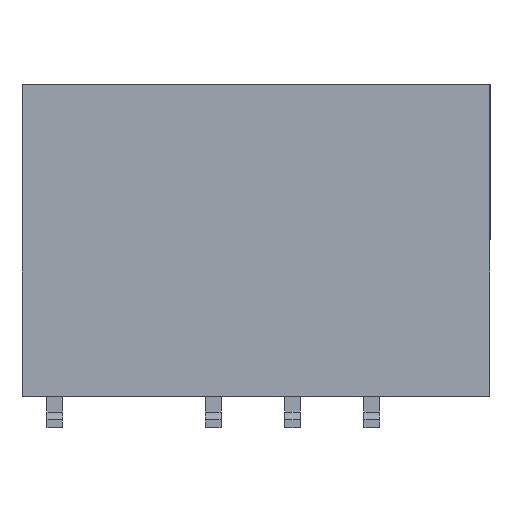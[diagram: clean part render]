
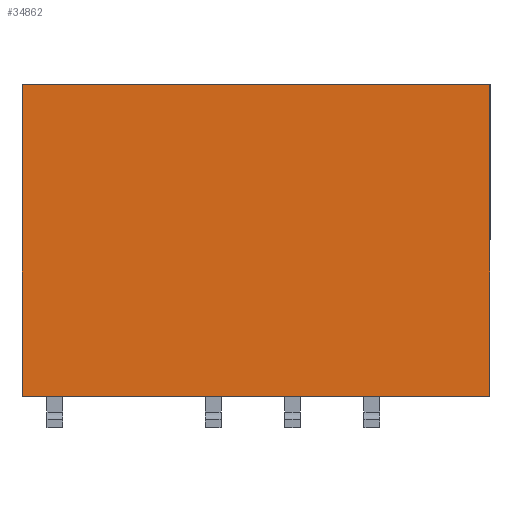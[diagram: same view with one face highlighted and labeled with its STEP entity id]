
A CAD part, front view. The second image highlights one B-rep face of the part: STEP entity #34862.
In plain terms, the highlighted face is planar.
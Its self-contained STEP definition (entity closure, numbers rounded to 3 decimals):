
#633 = ORIENTED_EDGE ( 'NONE', *, *, #11117, .T. ) ;
#2466 = EDGE_CURVE ( 'NONE', #36441, #34806, #23564, .T. ) ;
#3488 = CARTESIAN_POINT ( 'NONE',  ( -7.5, 3.75, 0. ) ) ;
#5304 = ORIENTED_EDGE ( 'NONE', *, *, #34693, .F. ) ;
#5551 = FACE_OUTER_BOUND ( 'NONE', #15606, .T. ) ;
#6181 = VECTOR ( 'NONE', #11491, 1000. ) ;
#9884 = VECTOR ( 'NONE', #24460, 1000. ) ;
#10825 = CARTESIAN_POINT ( 'NONE',  ( -7.5, 3.75, 10. ) ) ;
#11117 = EDGE_CURVE ( 'NONE', #34806, #26744, #31565, .T. ) ;
#11491 = DIRECTION ( 'NONE',  ( -1., 0., 0. ) ) ;
#14666 = DIRECTION ( 'NONE',  ( 0., 0., 1. ) ) ;
#15606 = EDGE_LOOP ( 'NONE', ( #633, #5304, #31208, #44484 ) ) ;
#15773 = VECTOR ( 'NONE', #32972, 1000. ) ;
#16422 = CARTESIAN_POINT ( 'NONE',  ( 7.5, 3.75, 10. ) ) ;
#17782 = VECTOR ( 'NONE', #14666, 1000. ) ;
#19116 = PLANE ( 'NONE',  #27785 ) ;
#19810 = EDGE_CURVE ( 'NONE', #27985, #36441, #33195, .T. ) ;
#20747 = CARTESIAN_POINT ( 'NONE',  ( 7.5, 3.75, 10. ) ) ;
#23564 = LINE ( 'NONE', #3488, #9884 ) ;
#23602 = DIRECTION ( 'NONE',  ( 0., 0., -1. ) ) ;
#24460 = DIRECTION ( 'NONE',  ( -1., 0., 0. ) ) ;
#26744 = VERTEX_POINT ( 'NONE', #34988 ) ;
#27191 = CARTESIAN_POINT ( 'NONE',  ( 7.5, 3.75, 0. ) ) ;
#27785 = AXIS2_PLACEMENT_3D ( 'NONE', #16422, #43446, #23602 ) ;
#27985 = VERTEX_POINT ( 'NONE', #20747 ) ;
#29606 = CARTESIAN_POINT ( 'NONE',  ( 7.5, 3.75, 10. ) ) ;
#31208 = ORIENTED_EDGE ( 'NONE', *, *, #19810, .T. ) ;
#31334 = CARTESIAN_POINT ( 'NONE',  ( -7.5, 3.75, 10. ) ) ;
#31346 = LINE ( 'NONE', #10825, #6181 ) ;
#31565 = LINE ( 'NONE', #31334, #17782 ) ;
#32972 = DIRECTION ( 'NONE',  ( 0., 0., -1. ) ) ;
#33195 = LINE ( 'NONE', #29606, #15773 ) ;
#33519 = CARTESIAN_POINT ( 'NONE',  ( -7.5, 3.75, 0. ) ) ;
#34693 = EDGE_CURVE ( 'NONE', #27985, #26744, #31346, .T. ) ;
#34806 = VERTEX_POINT ( 'NONE', #33519 ) ;
#34862 = ADVANCED_FACE ( 'NONE', ( #5551 ), #19116, .F. ) ;
#34988 = CARTESIAN_POINT ( 'NONE',  ( -7.5, 3.75, 10. ) ) ;
#36441 = VERTEX_POINT ( 'NONE', #27191 ) ;
#43446 = DIRECTION ( 'NONE',  ( 0., -1., 0. ) ) ;
#44484 = ORIENTED_EDGE ( 'NONE', *, *, #2466, .T. ) ;
